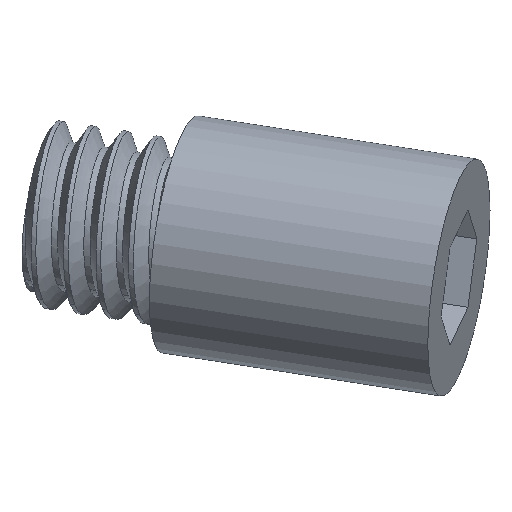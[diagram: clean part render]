
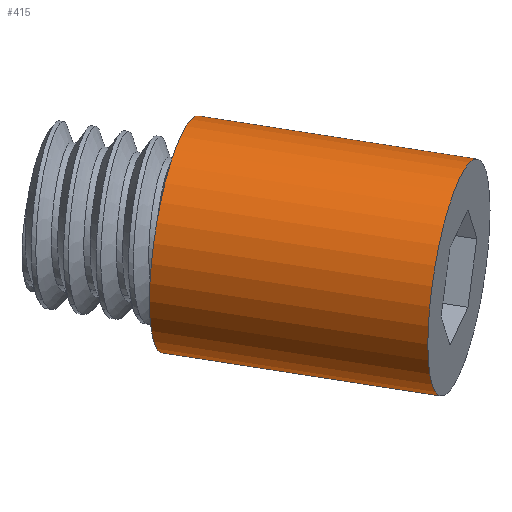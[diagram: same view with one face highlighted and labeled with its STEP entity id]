
A CAD part, isometric view. The second image highlights one B-rep face of the part: STEP entity #415.
In plain terms, the highlighted cylindrical face has radius 2.5 mm (diameter 5 mm), a full revolution.
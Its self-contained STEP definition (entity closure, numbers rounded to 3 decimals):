
#45=FACE_OUTER_BOUND('',#69,.T.);
#69=EDGE_LOOP('',(#333,#334,#335,#336));
#81=CIRCLE('',#456,2.5);
#82=CIRCLE('',#457,2.5);
#138=LINE('',#893,#166);
#166=VECTOR('',#534,2.5);
#201=VERTEX_POINT('',#890);
#202=VERTEX_POINT('',#892);
#254=EDGE_CURVE('',#201,#201,#81,.T.);
#255=EDGE_CURVE('',#201,#202,#138,.T.);
#256=EDGE_CURVE('',#202,#202,#82,.T.);
#333=ORIENTED_EDGE('',*,*,#254,.F.);
#334=ORIENTED_EDGE('',*,*,#255,.T.);
#335=ORIENTED_EDGE('',*,*,#256,.F.);
#336=ORIENTED_EDGE('',*,*,#255,.F.);
#396=CYLINDRICAL_SURFACE('',#455,2.5);
#415=ADVANCED_FACE('',(#45),#396,.T.);
#455=AXIS2_PLACEMENT_3D('',#889,#530,#531);
#456=AXIS2_PLACEMENT_3D('',#891,#532,#533);
#457=AXIS2_PLACEMENT_3D('',#894,#535,#536);
#530=DIRECTION('center_axis',(-0.5,0.866,0.));
#531=DIRECTION('ref_axis',(0.75,0.433,0.5));
#532=DIRECTION('center_axis',(-0.5,0.866,0.));
#533=DIRECTION('ref_axis',(0.75,0.433,0.5));
#534=DIRECTION('',(0.5,-0.866,0.));
#535=DIRECTION('center_axis',(0.5,-0.866,0.));
#536=DIRECTION('ref_axis',(0.75,0.433,0.5));
#889=CARTESIAN_POINT('Origin',(0.375,-0.65,2.55));
#890=CARTESIAN_POINT('',(-3.,0.866,1.3));
#891=CARTESIAN_POINT('Origin',(-1.125,1.949,2.55));
#892=CARTESIAN_POINT('',(0.,-4.33,1.3));
#893=CARTESIAN_POINT('',(-1.5,-1.732,1.3));
#894=CARTESIAN_POINT('Origin',(1.875,-3.248,2.55));
